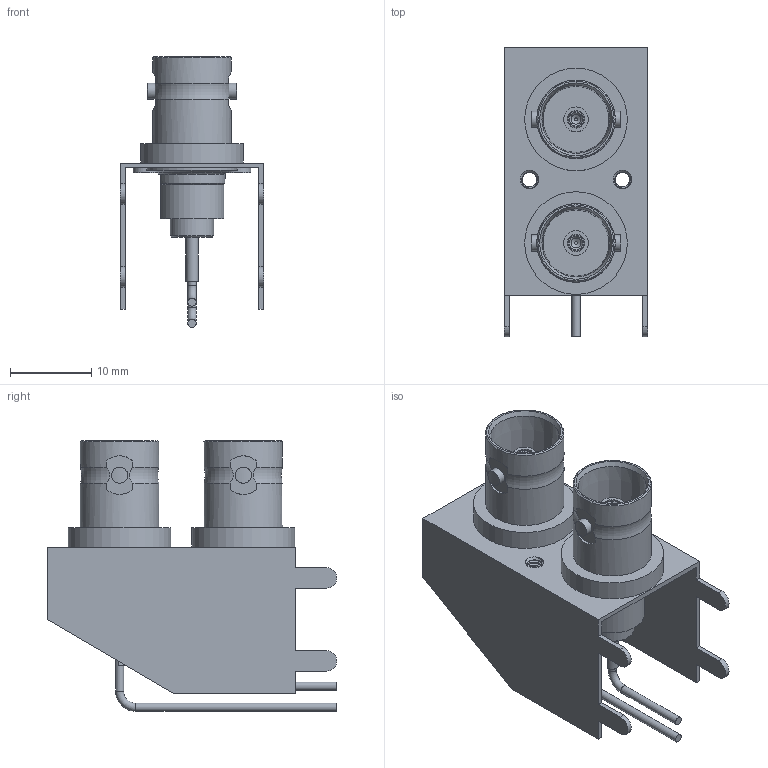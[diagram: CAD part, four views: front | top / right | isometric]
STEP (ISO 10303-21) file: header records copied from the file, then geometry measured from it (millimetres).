
FILE_DESCRIPTION( ( 'STEP AP214' ), '1' );
FILE_NAME( 'psolqas_4236_6.stp', '2020-05-06T21:10:16', ( 'License CC BY-ND 4.0' ), ( 'CADENAS' ), ' ', 'PARTsolutions', ' ' );
FILE_SCHEMA( ( 'AUTOMOTIVE_DESIGN { 1 0 10303 214 1 1 1 1 }' ) );
Length unit declared in the file: metre
Products named in the file (1): 1
Bounding box: 17.6 x 35.6 x 33.28 mm (x, y, z)
Volume: 2997.6 mm3; surface area: 5476.7 mm2
Topology: 1 solids, 3 shells, 228 faces, 654 edges, 456 vertices
Faces by surface type: plane 106, cylinder 80, cone 28, torus 10, bspline 4
Full cylindrical faces by diameter (mm): 1 x4, 1.05 x2, 1.422 x2, 1.5 x2, 1.53 x2, 1.98 x4, 2.159 x2, 3.048 x4, 5.36 x2, 9.65 x4, 11.1 x2, 12.62 x2
Entity records: 9405 total; most frequent: CARTESIAN_POINT 3925, ORIENTED_EDGE 1158, DIRECTION 1026, EDGE_CURVE 579, VERTEX_POINT 435, AXIS2_PLACEMENT_3D 430, EDGE_LOOP 314, FACE_OUTER_BOUND 266
